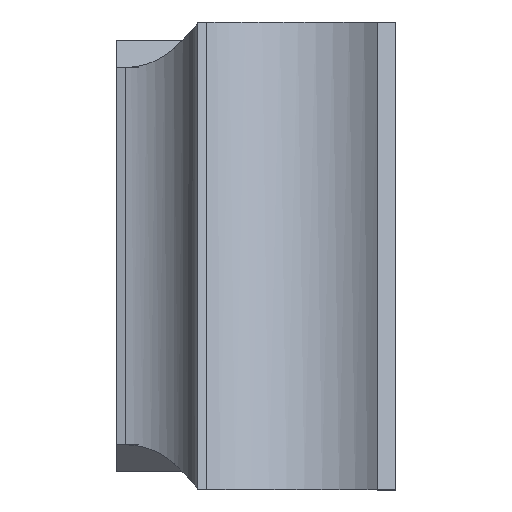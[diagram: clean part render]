
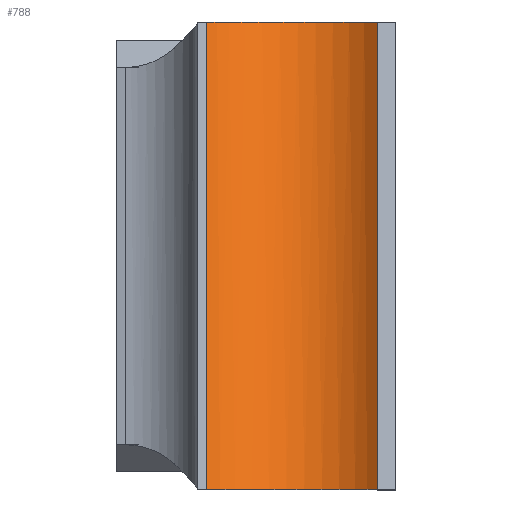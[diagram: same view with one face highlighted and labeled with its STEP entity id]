
A CAD part, top view. The second image highlights one B-rep face of the part: STEP entity #788.
In plain terms, the highlighted cylindrical face has radius 13.5 mm (diameter 27 mm), a partial arc.
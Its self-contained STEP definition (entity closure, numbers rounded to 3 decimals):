
#15=ELLIPSE('',#835,14.366,13.5);
#18=ELLIPSE('',#865,14.366,13.5);
#82=FACE_OUTER_BOUND('',#127,.T.);
#127=EDGE_LOOP('',(#678,#679,#680,#681));
#207=LINE('',#1294,#296);
#208=LINE('',#1295,#297);
#296=VECTOR('',#1047,10.);
#297=VECTOR('',#1048,10.);
#373=VERTEX_POINT('',#1196);
#374=VERTEX_POINT('',#1198);
#400=VERTEX_POINT('',#1291);
#401=VERTEX_POINT('',#1292);
#457=EDGE_CURVE('',#374,#373,#15,.T.);
#500=EDGE_CURVE('',#400,#401,#18,.F.);
#501=EDGE_CURVE('',#374,#400,#207,.T.);
#502=EDGE_CURVE('',#401,#373,#208,.T.);
#678=ORIENTED_EDGE('',*,*,#500,.F.);
#679=ORIENTED_EDGE('',*,*,#501,.F.);
#680=ORIENTED_EDGE('',*,*,#457,.T.);
#681=ORIENTED_EDGE('',*,*,#502,.F.);
#760=CYLINDRICAL_SURFACE('',#864,13.5);
#788=ADVANCED_FACE('',(#82),#760,.F.);
#835=AXIS2_PLACEMENT_3D('',#1199,#956,#957);
#864=AXIS2_PLACEMENT_3D('',#1290,#1043,#1044);
#865=AXIS2_PLACEMENT_3D('',#1293,#1045,#1046);
#956=DIRECTION('center_axis',(0.,1.,0.));
#957=DIRECTION('ref_axis',(0.,0.,-1.));
#1043=DIRECTION('center_axis',(0.,-0.94,0.342));
#1044=DIRECTION('ref_axis',(-0.704,-0.243,-0.668));
#1045=DIRECTION('center_axis',(0.,-1.,0.));
#1046=DIRECTION('ref_axis',(0.,0.,-1.));
#1047=DIRECTION('',(0.,-0.94,0.342));
#1048=DIRECTION('',(0.,0.94,-0.342));
#1196=CARTESIAN_POINT('',(-19.,25.9,22.5));
#1198=CARTESIAN_POINT('',(0.,25.9,22.5));
#1199=CARTESIAN_POINT('Origin',(-9.5,25.9,32.707));
#1290=CARTESIAN_POINT('Origin',(-9.5,16.573,36.102));
#1291=CARTESIAN_POINT('',(0.,-25.9,41.354));
#1292=CARTESIAN_POINT('',(-19.,-25.9,41.354));
#1293=CARTESIAN_POINT('Origin',(-9.5,-25.9,51.561));
#1294=CARTESIAN_POINT('',(0.,13.292,27.089));
#1295=CARTESIAN_POINT('',(-19.,13.292,27.089));
